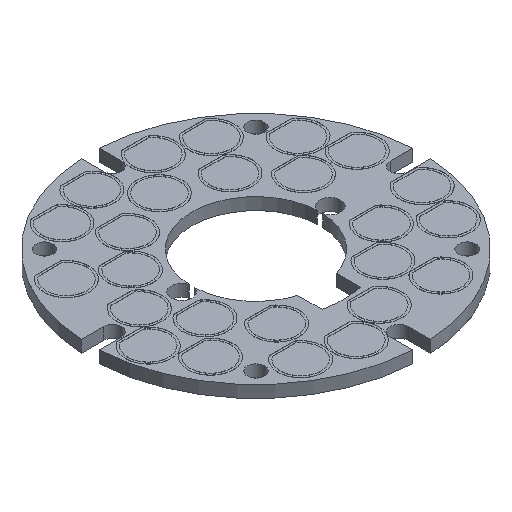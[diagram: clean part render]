
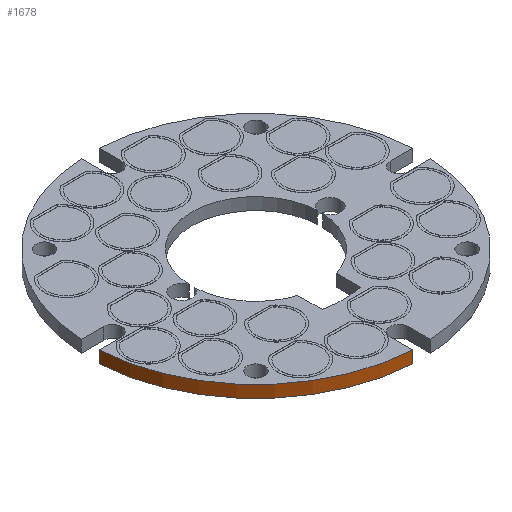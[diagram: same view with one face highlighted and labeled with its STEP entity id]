
A CAD part, isometric view. The second image highlights one B-rep face of the part: STEP entity #1678.
In plain terms, the highlighted cylindrical face has radius 22 mm (diameter 44 mm), a partial arc.
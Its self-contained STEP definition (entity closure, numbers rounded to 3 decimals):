
#172 = VERTEX_POINT('',#173);
#173 = CARTESIAN_POINT('',(-21.967,-1.2,0.));
#179 = EDGE_CURVE('',#172,#180,#182,.T.);
#180 = VERTEX_POINT('',#181);
#181 = CARTESIAN_POINT('',(-1.2,-21.967,0.));
#182 = CIRCLE('',#183,22.);
#183 = AXIS2_PLACEMENT_3D('',#184,#185,#186);
#184 = CARTESIAN_POINT('',(0.,0.,0.));
#185 = DIRECTION('',(0.,0.,1.));
#186 = DIRECTION('',(1.,0.,0.));
#788 = VERTEX_POINT('',#789);
#789 = CARTESIAN_POINT('',(-21.967,-1.2,1.6));
#795 = EDGE_CURVE('',#788,#796,#798,.T.);
#796 = VERTEX_POINT('',#797);
#797 = CARTESIAN_POINT('',(-1.2,-21.967,1.6));
#798 = CIRCLE('',#799,22.);
#799 = AXIS2_PLACEMENT_3D('',#800,#801,#802);
#800 = CARTESIAN_POINT('',(0.,0.,1.6));
#801 = DIRECTION('',(0.,0.,1.));
#802 = DIRECTION('',(1.,0.,0.));
#1665 = EDGE_CURVE('',#180,#796,#1666,.T.);
#1666 = LINE('',#1667,#1668);
#1667 = CARTESIAN_POINT('',(-1.2,-21.967,0.));
#1668 = VECTOR('',#1669,1.);
#1669 = DIRECTION('',(0.,0.,1.));
#1678 = ADVANCED_FACE('',(#1679),#1690,.T.);
#1679 = FACE_BOUND('',#1680,.F.);
#1680 = EDGE_LOOP('',(#1681,#1687,#1688,#1689));
#1681 = ORIENTED_EDGE('',*,*,#1682,.T.);
#1682 = EDGE_CURVE('',#172,#788,#1683,.T.);
#1683 = LINE('',#1684,#1685);
#1684 = CARTESIAN_POINT('',(-21.967,-1.2,0.));
#1685 = VECTOR('',#1686,1.);
#1686 = DIRECTION('',(0.,0.,1.));
#1687 = ORIENTED_EDGE('',*,*,#795,.T.);
#1688 = ORIENTED_EDGE('',*,*,#1665,.F.);
#1689 = ORIENTED_EDGE('',*,*,#179,.F.);
#1690 = CYLINDRICAL_SURFACE('',#1691,22.);
#1691 = AXIS2_PLACEMENT_3D('',#1692,#1693,#1694);
#1692 = CARTESIAN_POINT('',(0.,0.,0.));
#1693 = DIRECTION('',(-0.,-0.,-1.));
#1694 = DIRECTION('',(1.,0.,0.));
